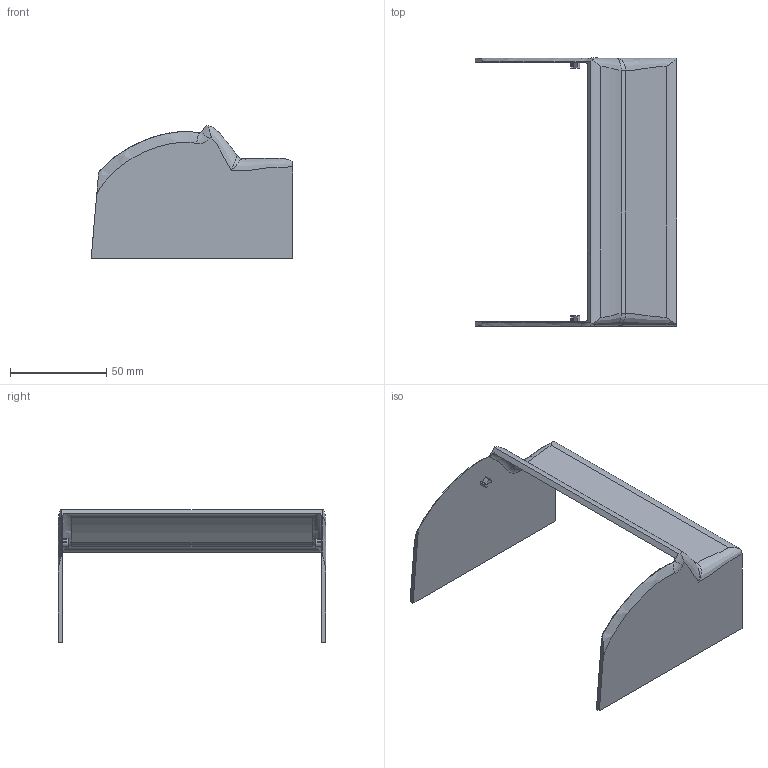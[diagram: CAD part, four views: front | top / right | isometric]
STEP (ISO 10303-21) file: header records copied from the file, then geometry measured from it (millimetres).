
FILE_DESCRIPTION(('CATIA V5 STEP Exchange','CAx-IF Rec.Pracs.--- Model Styling and Organization---1.4--- 2014-01-23'),'2;1');
FILE_NAME('638041_D000006_A-MOD-9.stp','2020-01-03T09:59:19+00:00',('none'),('none'),'CATIA Version 5-6 Release 2017 SP3','CATIA V5 STEP AP214','none');
FILE_SCHEMA(('AUTOMOTIVE_DESIGN { 1 0 10303 214 1 1 1 1 }'));
Length unit declared in the file: millimetre
Products named in the file (1): D000006_A-MOD-9
Bounding box: 105 x 139.4 x 69.14 mm (x, y, z)
Volume: 41956 mm3; surface area: 40025.3 mm2
Topology: 1 solids, 1 shells, 72 faces, 192 edges, 122 vertices
Faces by surface type: cylinder 32, plane 22, bspline 10, torus 6, extrusion 2
Entity records: 3737 total; most frequent: CARTESIAN_POINT 2150, ORIENTED_EDGE 380, DIRECTION 221, EDGE_CURVE 190, VERTEX_POINT 122, AXIS2_PLACEMENT_3D 94, VECTOR 81, LINE 79
